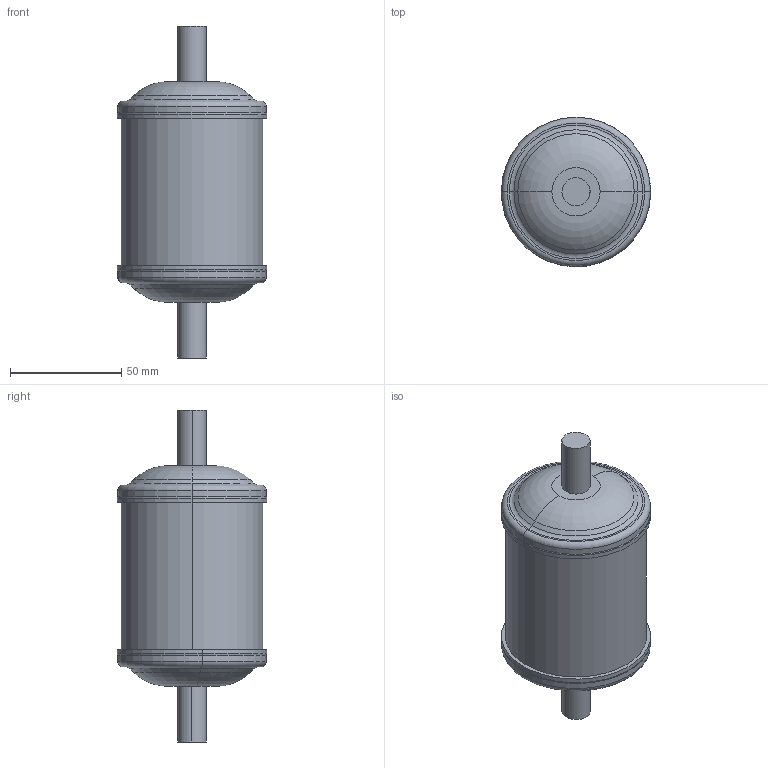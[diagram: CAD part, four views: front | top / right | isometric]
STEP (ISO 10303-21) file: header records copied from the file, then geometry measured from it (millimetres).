
FILE_DESCRIPTION (( 'STEP AP203' ), '1' );
FILE_NAME ('023B7013 - DFL 083s.STEP', '2020-11-21T08:38:52', ( '' ), ( '' ), 'SwSTEP 2.0', 'SolidWorks 2020', '' );
FILE_SCHEMA (( 'CONFIG_CONTROL_DESIGN' ));
Length unit declared in the file: millimetre
Products named in the file (1): 023B7013 - DFL 083s
Bounding box: 67 x 67 x 149 mm (x, y, z)
Volume: 299547.9 mm3; surface area: 26450.9 mm2
Topology: 1 solids, 1 shells, 46 faces, 96 edges, 58 vertices
Faces by surface type: torus 16, cylinder 14, plane 8, sphere 4, cone 4
Entity records: 1353 total; most frequent: DIRECTION 250, CARTESIAN_POINT 249, ORIENTED_EDGE 192, AXIS2_PLACEMENT_3D 115, EDGE_CURVE 96, CIRCLE 68, VERTEX_POINT 58, EDGE_LOOP 52
